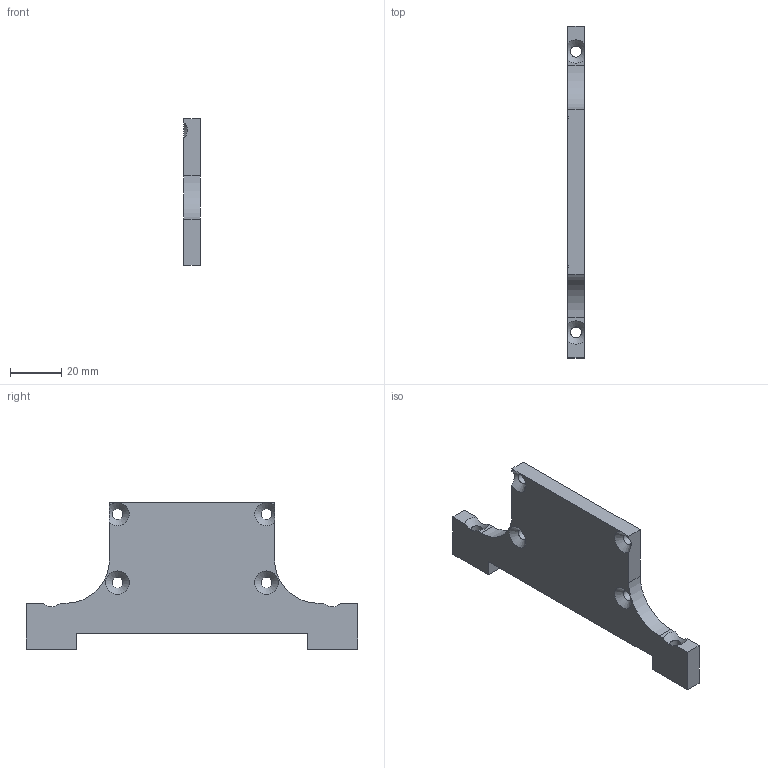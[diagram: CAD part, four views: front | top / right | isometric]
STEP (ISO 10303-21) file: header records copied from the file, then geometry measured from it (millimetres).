
FILE_DESCRIPTION(/* description */ (''),/* implementation_level */ '2;1');
FILE_NAME(/* name */ 'Hokuyo Back.stp',/* time_stamp */ '2020-09-25T20:11:39-05:00',/* author */ (''),/* organization */ (''),/* preprocessor_version */ 'ST-DEVELOPER v16',/* originating_system */ 'SIEMENS PLM Software NX 10.0',/* authorisation */ '');
FILE_SCHEMA (('CONFIG_CONTROL_DESIGN'));
Length unit declared in the file: millimetre
Products named in the file (1): Hokuyo Back
Bounding box: 6.35 x 130 x 57.35 mm (x, y, z)
Volume: 26950.4 mm3; surface area: 11752.3 mm2
Topology: 1 solids, 1 shells, 38 faces, 110 edges, 70 vertices
Faces by surface type: plane 18, cone 12, cylinder 8
Full cylindrical faces by diameter (mm): 4.3 x6
Entity records: 1230 total; most frequent: CARTESIAN_POINT 225, DIRECTION 188, ORIENTED_EDGE 172, EDGE_CURVE 86, AXIS2_PLACEMENT_3D 71, EDGE_LOOP 64, VERTEX_POINT 64, FACE_BOUND 48
